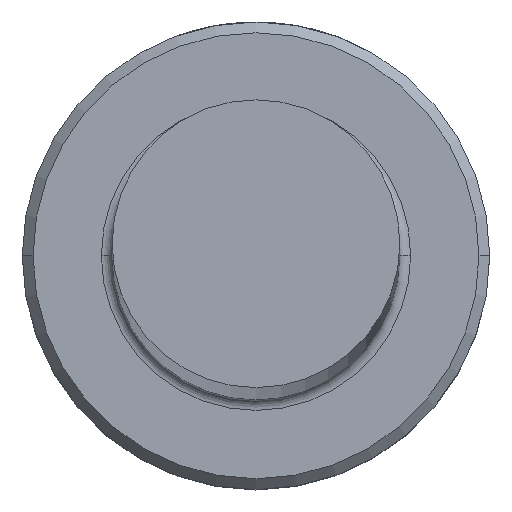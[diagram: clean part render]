
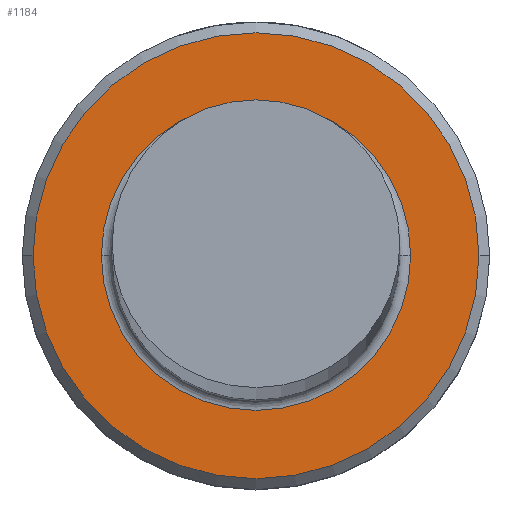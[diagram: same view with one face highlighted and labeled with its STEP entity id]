
A CAD part, top view. The second image highlights one B-rep face of the part: STEP entity #1184.
In plain terms, the highlighted planar face has unit normal (0, 0, 1).
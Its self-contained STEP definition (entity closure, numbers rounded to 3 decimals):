
#11 = CARTESIAN_POINT ( 'NONE',  ( 0., 0., 8. ) ) ;
#42 = DIRECTION ( 'NONE',  ( 0., 0., -1. ) ) ;
#121 = VERTEX_POINT ( 'NONE', #660 ) ;
#122 = DIRECTION ( 'NONE',  ( 1., 0., 0. ) ) ;
#152 = DIRECTION ( 'NONE',  ( 0., 0., -1. ) ) ;
#154 = DIRECTION ( 'NONE',  ( 1., 0., 0. ) ) ;
#156 = DIRECTION ( 'NONE',  ( 0., 0., 1. ) ) ;
#158 = CIRCLE ( 'NONE', #462, 6.2 ) ;
#164 = CIRCLE ( 'NONE', #674, 6.2 ) ;
#248 = EDGE_CURVE ( 'NONE', #1127, #567, #158, .T. ) ;
#255 = AXIS2_PLACEMENT_3D ( 'NONE', #601, #42, #688 ) ;
#299 = CARTESIAN_POINT ( 'NONE',  ( -4.3, 0., 8. ) ) ;
#327 = CARTESIAN_POINT ( 'NONE',  ( 0., 0., 8. ) ) ;
#361 = ORIENTED_EDGE ( 'NONE', *, *, #248, .T. ) ;
#411 = CARTESIAN_POINT ( 'NONE',  ( 0., 0., 8. ) ) ;
#462 = AXIS2_PLACEMENT_3D ( 'NONE', #327, #156, #154 ) ;
#474 = FACE_BOUND ( 'NONE', #606, .T. ) ;
#513 = AXIS2_PLACEMENT_3D ( 'NONE', #692, #152, #796 ) ;
#524 = EDGE_CURVE ( 'NONE', #121, #919, #1050, .T. ) ;
#561 = EDGE_CURVE ( 'NONE', #919, #121, #732, .T. ) ;
#567 = VERTEX_POINT ( 'NONE', #607 ) ;
#576 = ORIENTED_EDGE ( 'NONE', *, *, #524, .T. ) ;
#601 = CARTESIAN_POINT ( 'NONE',  ( 0., 0., 8. ) ) ;
#602 = DIRECTION ( 'NONE',  ( 1., 0., 0. ) ) ;
#606 = EDGE_LOOP ( 'NONE', ( #762, #576 ) ) ;
#607 = CARTESIAN_POINT ( 'NONE',  ( 6.2, 0., 8. ) ) ;
#660 = CARTESIAN_POINT ( 'NONE',  ( 4.3, 0., 8. ) ) ;
#666 = DIRECTION ( 'NONE',  ( 0., 0., 1. ) ) ;
#674 = AXIS2_PLACEMENT_3D ( 'NONE', #11, #666, #122 ) ;
#684 = DIRECTION ( 'NONE',  ( 0., 0., 1. ) ) ;
#688 = DIRECTION ( 'NONE',  ( -1., 0., 0. ) ) ;
#692 = CARTESIAN_POINT ( 'NONE',  ( 0., 0., 8. ) ) ;
#732 = CIRCLE ( 'NONE', #513, 4.3 ) ;
#762 = ORIENTED_EDGE ( 'NONE', *, *, #561, .T. ) ;
#774 = CARTESIAN_POINT ( 'NONE',  ( -6.2, 0., 8. ) ) ;
#775 = AXIS2_PLACEMENT_3D ( 'NONE', #411, #684, #602 ) ;
#790 = FACE_OUTER_BOUND ( 'NONE', #1157, .T. ) ;
#796 = DIRECTION ( 'NONE',  ( -1., 0., 0. ) ) ;
#914 = EDGE_CURVE ( 'NONE', #567, #1127, #164, .T. ) ;
#919 = VERTEX_POINT ( 'NONE', #299 ) ;
#1050 = CIRCLE ( 'NONE', #255, 4.3 ) ;
#1127 = VERTEX_POINT ( 'NONE', #774 ) ;
#1143 = PLANE ( 'NONE',  #775 ) ;
#1157 = EDGE_LOOP ( 'NONE', ( #361, #1190 ) ) ;
#1184 = ADVANCED_FACE ( 'NONE', ( #790, #474 ), #1143, .T. ) ;
#1190 = ORIENTED_EDGE ( 'NONE', *, *, #914, .T. ) ;
